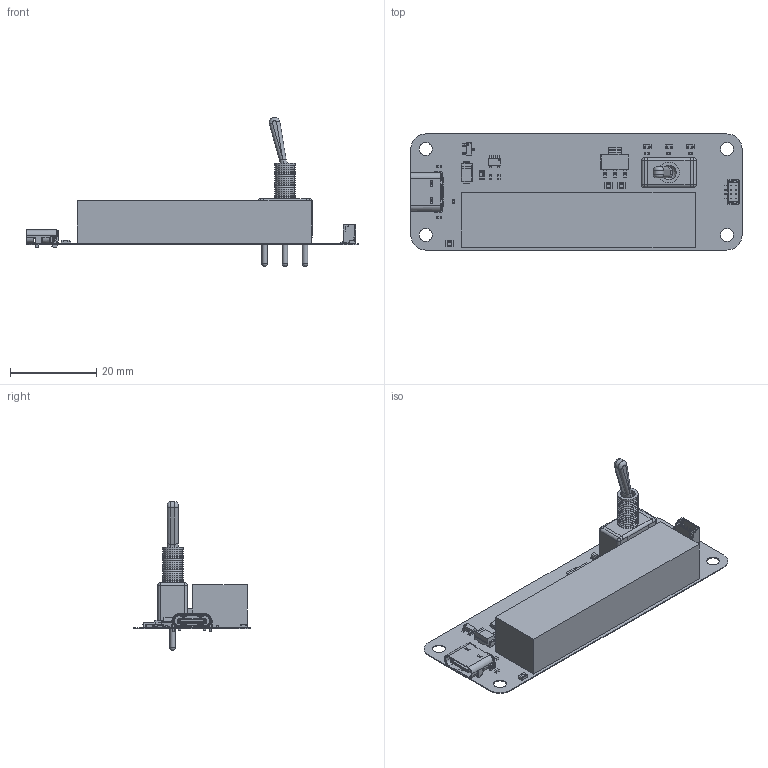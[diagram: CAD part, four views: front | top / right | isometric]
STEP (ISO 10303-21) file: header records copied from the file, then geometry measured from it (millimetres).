
FILE_DESCRIPTION(('Open CASCADE Model'),'2;1');
FILE_NAME('Open CASCADE Shape Model','2025-04-17T11:30:25',('Author'),( 'Open CASCADE'),'Open CASCADE STEP processor 7.5','Open CASCADE 7.5' ,'Unknown');
FILE_SCHEMA(('AUTOMOTIVE_DESIGN { 1 0 10303 214 1 1 1 1 }'));
Length unit declared in the file: millimetre
Products named in the file (67): PCB; Board; Open CASCADE STEP translator 7.5 24.1.1; USB; 0603 LED Red; Pad; Pad005; Pad001; Pad004; Pad003; Lens; R7; 6823470560; Extruded; 6823463200; SW1; Switch_TE_Connectivity_A107SYCB04_eec; 1; 2; 3; 4; 5; 6; 7; TE connectivity Logo 1 (3); notch; U1; User Library-MO-193E; R16; 6713563648; 6713563488; R6; R5; 8047276016; 8047275776; R4; Q1; User Library-SOT23-3; CHRG; D2 ...
Assembly tree (89 placements, depth 5):
  PCB
    Board
      Open CASCADE STEP translator 7.5 24.1.1
    USB
      0603 LED Red
        Pad
        Pad005
        Pad001
        Pad004
        Pad003
        Lens
    R7
      6823470560  x2
        Extruded
      6823463200
        Extruded
    SW1
      Switch_TE_Connectivity_A107SYCB04_eec
        1
          1
          2
          3
          4
          5
          6
          7
          TE connectivity Logo 1 (3)
          notch
    U1
      User Library-MO-193E
    R16
      6713563648
        Extruded
      6713563488  x2
        Extruded
    R6
      6823470560  x2
        Extruded
      6823463200
        Extruded
    R5
      8047276016  x2
        Extruded
      8047275776
        Extruded
    R4
      6713563648
        Extruded
      6713563488  x2
        Extruded
    Q1
      User Library-SOT23-3
    CHRG
      0603 LED Red
        Pad
        Pad005
        Pad001
        Pad004
        Pad003
        Lens
Bounding box: 77.18 x 27 x 34.64 mm (x, y, z)
Volume: 8474.5 mm3; surface area: 9412.1 mm2
Topology: 104 solids, 116 shells, 3667 faces, 11207 edges, 9154 vertices
Faces by surface type: plane 2516, cylinder 820, bspline 226, sphere 49, cone 37, torus 19
Full cylindrical faces by diameter (mm): 0.5 x2, 0.65 x2, 0.812 x1, 0.91 x1, 1.19 x1, 1.27 x3, 1.47 x2, 1.854 x3, 1.98 x1, 3 x4, 3.44 x1, 4.826 x16
Entity records: 133212 total; most frequent: CARTESIAN_POINT 26917, ORIENTED_EDGE 17204, DIRECTION 17065, EDGE_CURVE 8602, LINE 7837, VECTOR 7837, VERTEX_POINT 5582, AXIS2_PLACEMENT_3D 4614
